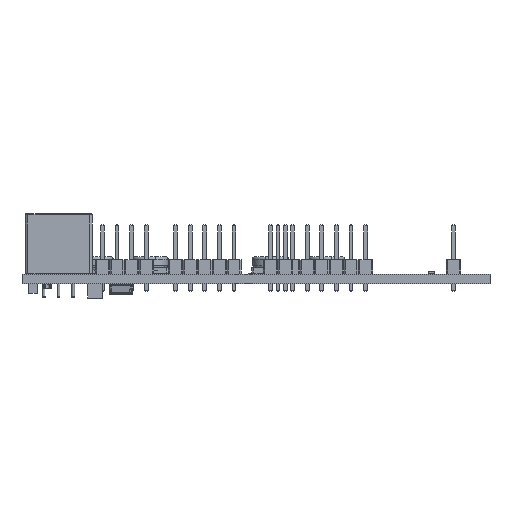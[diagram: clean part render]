
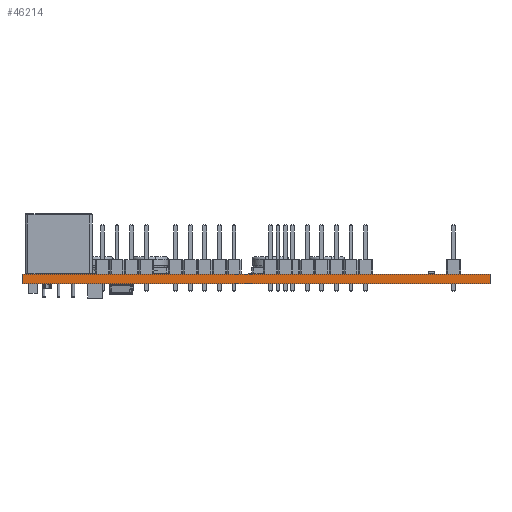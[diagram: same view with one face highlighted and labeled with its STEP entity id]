
A CAD part, left-side view. The second image highlights one B-rep face of the part: STEP entity #46214.
In plain terms, the highlighted planar face has unit normal (-1, 0, 0).
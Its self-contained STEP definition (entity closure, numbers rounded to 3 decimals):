
#46098 = EDGE_CURVE('',#46099,#46101,#46103,.T.);
#46099 = VERTEX_POINT('',#46100);
#46100 = CARTESIAN_POINT('',(-39.37,40.64,0.));
#46101 = VERTEX_POINT('',#46102);
#46102 = CARTESIAN_POINT('',(-39.37,40.64,1.6));
#46103 = SURFACE_CURVE('',#46104,(#46108,#46120),.PCURVE_S1.);
#46104 = LINE('',#46105,#46106);
#46105 = CARTESIAN_POINT('',(-39.37,40.64,0.));
#46106 = VECTOR('',#46107,1.);
#46107 = DIRECTION('',(0.,0.,1.));
#46108 = PCURVE('',#46109,#46114);
#46109 = PLANE('',#46110);
#46110 = AXIS2_PLACEMENT_3D('',#46111,#46112,#46113);
#46111 = CARTESIAN_POINT('',(-39.37,40.64,0.));
#46112 = DIRECTION('',(0.,1.,0.));
#46113 = DIRECTION('',(1.,0.,0.));
#46114 = DEFINITIONAL_REPRESENTATION('',(#46115),#46119);
#46115 = LINE('',#46116,#46117);
#46116 = CARTESIAN_POINT('',(0.,0.));
#46117 = VECTOR('',#46118,1.);
#46118 = DIRECTION('',(0.,-1.));
#46119 = ( GEOMETRIC_REPRESENTATION_CONTEXT(2) 
PARAMETRIC_REPRESENTATION_CONTEXT() REPRESENTATION_CONTEXT('2D SPACE',''
  ) );
#46120 = PCURVE('',#46121,#46126);
#46121 = PLANE('',#46122);
#46122 = AXIS2_PLACEMENT_3D('',#46123,#46124,#46125);
#46123 = CARTESIAN_POINT('',(-39.37,-40.64,0.));
#46124 = DIRECTION('',(-1.,0.,0.));
#46125 = DIRECTION('',(0.,1.,0.));
#46126 = DEFINITIONAL_REPRESENTATION('',(#46127),#46131);
#46127 = LINE('',#46128,#46129);
#46128 = CARTESIAN_POINT('',(81.28,0.));
#46129 = VECTOR('',#46130,1.);
#46130 = DIRECTION('',(0.,-1.));
#46131 = ( GEOMETRIC_REPRESENTATION_CONTEXT(2) 
PARAMETRIC_REPRESENTATION_CONTEXT() REPRESENTATION_CONTEXT('2D SPACE',''
  ) );
#46149 = PLANE('',#46150);
#46150 = AXIS2_PLACEMENT_3D('',#46151,#46152,#46153);
#46151 = CARTESIAN_POINT('',(0.,0.,1.6)
  );
#46152 = DIRECTION('',(-0.,-0.,-1.));
#46153 = DIRECTION('',(-1.,0.,0.));
#46203 = PLANE('',#46204);
#46204 = AXIS2_PLACEMENT_3D('',#46205,#46206,#46207);
#46205 = CARTESIAN_POINT('',(0.,0.,0.));
#46206 = DIRECTION('',(-0.,-0.,-1.));
#46207 = DIRECTION('',(-1.,0.,0.));
#46214 = ADVANCED_FACE('',(#46215),#46121,.T.);
#46215 = FACE_BOUND('',#46216,.T.);
#46216 = EDGE_LOOP('',(#46217,#46247,#46268,#46269));
#46217 = ORIENTED_EDGE('',*,*,#46218,.T.);
#46218 = EDGE_CURVE('',#46219,#46221,#46223,.T.);
#46219 = VERTEX_POINT('',#46220);
#46220 = CARTESIAN_POINT('',(-39.37,-40.64,0.));
#46221 = VERTEX_POINT('',#46222);
#46222 = CARTESIAN_POINT('',(-39.37,-40.64,1.6));
#46223 = SURFACE_CURVE('',#46224,(#46228,#46235),.PCURVE_S1.);
#46224 = LINE('',#46225,#46226);
#46225 = CARTESIAN_POINT('',(-39.37,-40.64,0.));
#46226 = VECTOR('',#46227,1.);
#46227 = DIRECTION('',(0.,0.,1.));
#46228 = PCURVE('',#46121,#46229);
#46229 = DEFINITIONAL_REPRESENTATION('',(#46230),#46234);
#46230 = LINE('',#46231,#46232);
#46231 = CARTESIAN_POINT('',(0.,0.));
#46232 = VECTOR('',#46233,1.);
#46233 = DIRECTION('',(0.,-1.));
#46234 = ( GEOMETRIC_REPRESENTATION_CONTEXT(2) 
PARAMETRIC_REPRESENTATION_CONTEXT() REPRESENTATION_CONTEXT('2D SPACE',''
  ) );
#46235 = PCURVE('',#46236,#46241);
#46236 = PLANE('',#46237);
#46237 = AXIS2_PLACEMENT_3D('',#46238,#46239,#46240);
#46238 = CARTESIAN_POINT('',(39.37,-40.64,0.));
#46239 = DIRECTION('',(0.,-1.,0.));
#46240 = DIRECTION('',(-1.,0.,0.));
#46241 = DEFINITIONAL_REPRESENTATION('',(#46242),#46246);
#46242 = LINE('',#46243,#46244);
#46243 = CARTESIAN_POINT('',(78.74,0.));
#46244 = VECTOR('',#46245,1.);
#46245 = DIRECTION('',(0.,-1.));
#46246 = ( GEOMETRIC_REPRESENTATION_CONTEXT(2) 
PARAMETRIC_REPRESENTATION_CONTEXT() REPRESENTATION_CONTEXT('2D SPACE',''
  ) );
#46247 = ORIENTED_EDGE('',*,*,#46248,.T.);
#46248 = EDGE_CURVE('',#46221,#46101,#46249,.T.);
#46249 = SURFACE_CURVE('',#46250,(#46254,#46261),.PCURVE_S1.);
#46250 = LINE('',#46251,#46252);
#46251 = CARTESIAN_POINT('',(-39.37,-40.64,1.6));
#46252 = VECTOR('',#46253,1.);
#46253 = DIRECTION('',(0.,1.,0.));
#46254 = PCURVE('',#46121,#46255);
#46255 = DEFINITIONAL_REPRESENTATION('',(#46256),#46260);
#46256 = LINE('',#46257,#46258);
#46257 = CARTESIAN_POINT('',(0.,-1.6));
#46258 = VECTOR('',#46259,1.);
#46259 = DIRECTION('',(1.,0.));
#46260 = ( GEOMETRIC_REPRESENTATION_CONTEXT(2) 
PARAMETRIC_REPRESENTATION_CONTEXT() REPRESENTATION_CONTEXT('2D SPACE',''
  ) );
#46261 = PCURVE('',#46149,#46262);
#46262 = DEFINITIONAL_REPRESENTATION('',(#46263),#46267);
#46263 = LINE('',#46264,#46265);
#46264 = CARTESIAN_POINT('',(39.37,-40.64));
#46265 = VECTOR('',#46266,1.);
#46266 = DIRECTION('',(0.,1.));
#46267 = ( GEOMETRIC_REPRESENTATION_CONTEXT(2) 
PARAMETRIC_REPRESENTATION_CONTEXT() REPRESENTATION_CONTEXT('2D SPACE',''
  ) );
#46268 = ORIENTED_EDGE('',*,*,#46098,.F.);
#46269 = ORIENTED_EDGE('',*,*,#46270,.F.);
#46270 = EDGE_CURVE('',#46219,#46099,#46271,.T.);
#46271 = SURFACE_CURVE('',#46272,(#46276,#46283),.PCURVE_S1.);
#46272 = LINE('',#46273,#46274);
#46273 = CARTESIAN_POINT('',(-39.37,-40.64,0.));
#46274 = VECTOR('',#46275,1.);
#46275 = DIRECTION('',(0.,1.,0.));
#46276 = PCURVE('',#46121,#46277);
#46277 = DEFINITIONAL_REPRESENTATION('',(#46278),#46282);
#46278 = LINE('',#46279,#46280);
#46279 = CARTESIAN_POINT('',(0.,0.));
#46280 = VECTOR('',#46281,1.);
#46281 = DIRECTION('',(1.,0.));
#46282 = ( GEOMETRIC_REPRESENTATION_CONTEXT(2) 
PARAMETRIC_REPRESENTATION_CONTEXT() REPRESENTATION_CONTEXT('2D SPACE',''
  ) );
#46283 = PCURVE('',#46203,#46284);
#46284 = DEFINITIONAL_REPRESENTATION('',(#46285),#46289);
#46285 = LINE('',#46286,#46287);
#46286 = CARTESIAN_POINT('',(39.37,-40.64));
#46287 = VECTOR('',#46288,1.);
#46288 = DIRECTION('',(0.,1.));
#46289 = ( GEOMETRIC_REPRESENTATION_CONTEXT(2) 
PARAMETRIC_REPRESENTATION_CONTEXT() REPRESENTATION_CONTEXT('2D SPACE',''
  ) );
